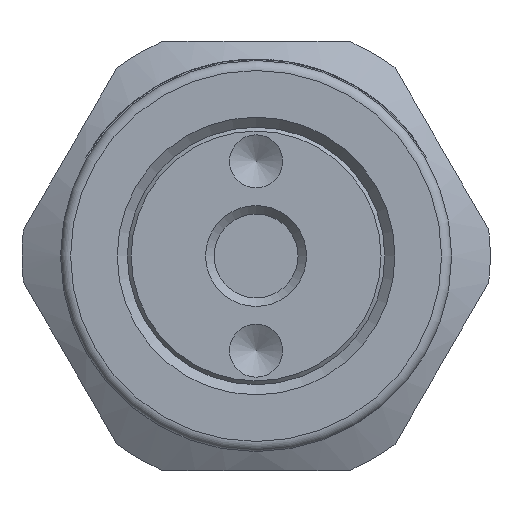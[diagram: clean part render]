
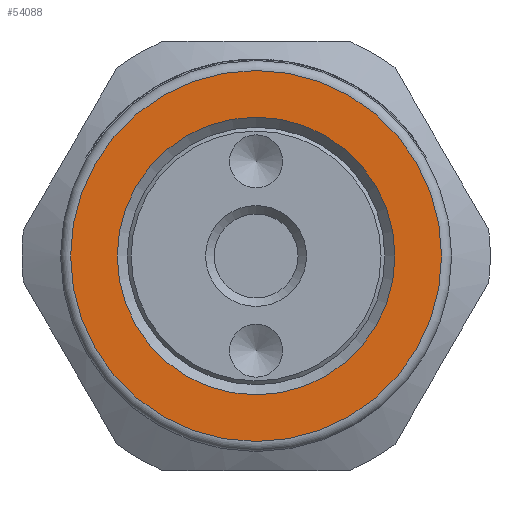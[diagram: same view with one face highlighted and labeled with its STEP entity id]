
A CAD part, left-side view. The second image highlights one B-rep face of the part: STEP entity #54088.
In plain terms, the highlighted planar face has unit normal (-1, 0, 0).
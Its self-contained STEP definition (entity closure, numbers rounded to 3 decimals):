
#54054=CARTESIAN_POINT('',(-71.,14.7,0.0));
#54055=VERTEX_POINT('',#54054);
#54056=CARTESIAN_POINT('',(-71.0,0.,0.0));
#54057=DIRECTION('',(1.0,0.0,0.0));
#54058=DIRECTION('',(0.0,-1.0,0.0));
#54059=AXIS2_PLACEMENT_3D('',#54056,#54057,#54058);
#54060=CIRCLE('',#54059,14.7);
#54061=EDGE_CURVE('',#54055,#54055,#54060,.T.);
#54069=CARTESIAN_POINT('',(-71.0,10.875,0.0));
#54070=DIRECTION('',(-1.0,0.0,0.0));
#54071=DIRECTION('',(0.0,0.0,1.0));
#54072=AXIS2_PLACEMENT_3D('',#54069,#54070,#54071);
#54073=PLANE('',#54072);
#54074=ORIENTED_EDGE('',*,*,#54061,.F.);
#54075=EDGE_LOOP('',(#54074));
#54076=FACE_OUTER_BOUND('',#54075,.T.);
#54077=CARTESIAN_POINT('',(-71.0,-11.,0.0));
#54078=VERTEX_POINT('',#54077);
#54079=CARTESIAN_POINT('',(-71.0,0.,0.0));
#54080=DIRECTION('',(1.0,0.0,0.0));
#54081=DIRECTION('',(0.0,-1.0,0.0));
#54082=AXIS2_PLACEMENT_3D('',#54079,#54080,#54081);
#54083=CIRCLE('',#54082,11.0);
#54084=EDGE_CURVE('',#54078,#54078,#54083,.T.);
#54085=ORIENTED_EDGE('',*,*,#54084,.T.);
#54086=EDGE_LOOP('',(#54085));
#54087=FACE_BOUND('',#54086,.T.);
#54088=ADVANCED_FACE('',(#54076,#54087),#54073,.T.);
